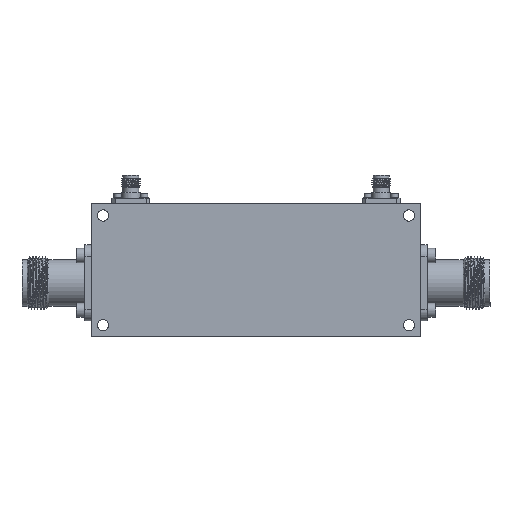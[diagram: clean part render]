
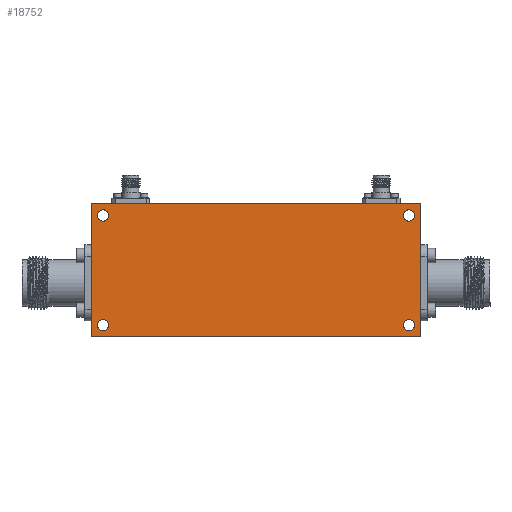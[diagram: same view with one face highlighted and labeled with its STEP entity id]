
A CAD part, front view. The second image highlights one B-rep face of the part: STEP entity #18752.
In plain terms, the highlighted planar face has unit normal (0, -1, 0).
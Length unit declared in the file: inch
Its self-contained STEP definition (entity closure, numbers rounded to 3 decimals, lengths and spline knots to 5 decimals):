
#198 = DIRECTION ( 'NONE',  ( 0., 1., 0. ) ) ;
#420 = EDGE_CURVE ( 'NONE', #2456, #2456, #13578, .T. ) ;
#516 = ORIENTED_EDGE ( 'NONE', *, *, #23580, .F. ) ;
#901 = FACE_BOUND ( 'NONE', #9726, .T. ) ;
#1360 = DIRECTION ( 'NONE',  ( 0., 0., 1. ) ) ;
#2046 = CARTESIAN_POINT ( 'NONE',  ( 2.01, -0.575, 0.72 ) ) ;
#2456 = VERTEX_POINT ( 'NONE', #18516 ) ;
#2687 = AXIS2_PLACEMENT_3D ( 'NONE', #2046, #198, #10071 ) ;
#2734 = CARTESIAN_POINT ( 'NONE',  ( -2.165, -0.575, -0.875 ) ) ;
#2891 = PLANE ( 'NONE',  #3251 ) ;
#2989 = DIRECTION ( 'NONE',  ( -1., 0., 0. ) ) ;
#3214 = VERTEX_POINT ( 'NONE', #24448 ) ;
#3222 = CARTESIAN_POINT ( 'NONE',  ( 2.01, -0.575, 0.795 ) ) ;
#3251 = AXIS2_PLACEMENT_3D ( 'NONE', #21300, #11325, #21044 ) ;
#4133 = VERTEX_POINT ( 'NONE', #15982 ) ;
#4708 = EDGE_LOOP ( 'NONE', ( #17083 ) ) ;
#4715 = ORIENTED_EDGE ( 'NONE', *, *, #19850, .F. ) ;
#5511 = CARTESIAN_POINT ( 'NONE',  ( 2.165, -0.575, 0.875 ) ) ;
#5645 = LINE ( 'NONE', #5511, #15618 ) ;
#6748 = AXIS2_PLACEMENT_3D ( 'NONE', #11466, #19487, #25911 ) ;
#6900 = CIRCLE ( 'NONE', #2687, 0.075 ) ;
#6947 = LINE ( 'NONE', #2734, #19692 ) ;
#7292 = LINE ( 'NONE', #15604, #13537 ) ;
#7673 = VERTEX_POINT ( 'NONE', #3222 ) ;
#8365 = EDGE_LOOP ( 'NONE', ( #8760 ) ) ;
#8590 = EDGE_CURVE ( 'NONE', #18250, #18250, #16442, .T. ) ;
#8760 = ORIENTED_EDGE ( 'NONE', *, *, #8590, .T. ) ;
#9539 = ORIENTED_EDGE ( 'NONE', *, *, #9595, .F. ) ;
#9575 = CARTESIAN_POINT ( 'NONE',  ( -2.01, -0.575, 0.72 ) ) ;
#9595 = EDGE_CURVE ( 'NONE', #3214, #13041, #21095, .T. ) ;
#9726 = EDGE_LOOP ( 'NONE', ( #17926 ) ) ;
#10071 = DIRECTION ( 'NONE',  ( 0., 0., 1. ) ) ;
#11080 = VERTEX_POINT ( 'NONE', #15154 ) ;
#11325 = DIRECTION ( 'NONE',  ( 0., -1., 0. ) ) ;
#11466 = CARTESIAN_POINT ( 'NONE',  ( 2.01, -0.575, -0.72 ) ) ;
#12700 = DIRECTION ( 'NONE',  ( 0., 0., 1. ) ) ;
#13041 = VERTEX_POINT ( 'NONE', #18662 ) ;
#13537 = VECTOR ( 'NONE', #25052, 39.37008 ) ;
#13578 = CIRCLE ( 'NONE', #17797, 0.075 ) ;
#14780 = AXIS2_PLACEMENT_3D ( 'NONE', #24646, #22940, #12700 ) ;
#14868 = FACE_BOUND ( 'NONE', #4708, .T. ) ;
#15071 = EDGE_CURVE ( 'NONE', #7673, #7673, #6900, .T. ) ;
#15076 = EDGE_LOOP ( 'NONE', ( #19501, #516, #9539, #4715 ) ) ;
#15154 = CARTESIAN_POINT ( 'NONE',  ( -2.01, -0.575, -0.645 ) ) ;
#15330 = CARTESIAN_POINT ( 'NONE',  ( -2.165, -0.575, 0.875 ) ) ;
#15604 = CARTESIAN_POINT ( 'NONE',  ( -2.165, -0.575, 0.875 ) ) ;
#15618 = VECTOR ( 'NONE', #25634, 39.37008 ) ;
#15982 = CARTESIAN_POINT ( 'NONE',  ( 2.165, -0.575, 0.875 ) ) ;
#16067 = CIRCLE ( 'NONE', #14780, 0.075 ) ;
#16442 = CIRCLE ( 'NONE', #6748, 0.075 ) ;
#16784 = CARTESIAN_POINT ( 'NONE',  ( 2.01, -0.575, -0.645 ) ) ;
#16816 = EDGE_LOOP ( 'NONE', ( #19397 ) ) ;
#17083 = ORIENTED_EDGE ( 'NONE', *, *, #23415, .T. ) ;
#17402 = FACE_OUTER_BOUND ( 'NONE', #15076, .T. ) ;
#17797 = AXIS2_PLACEMENT_3D ( 'NONE', #9575, #25621, #21547 ) ;
#17926 = ORIENTED_EDGE ( 'NONE', *, *, #420, .T. ) ;
#18250 = VERTEX_POINT ( 'NONE', #16784 ) ;
#18516 = CARTESIAN_POINT ( 'NONE',  ( -2.01, -0.575, 0.795 ) ) ;
#18662 = CARTESIAN_POINT ( 'NONE',  ( -2.165, -0.575, 0.875 ) ) ;
#18705 = VERTEX_POINT ( 'NONE', #22354 ) ;
#18752 = ADVANCED_FACE ( 'NONE', ( #23012, #14868, #17402, #25393, #901 ), #2891, .T. ) ;
#19397 = ORIENTED_EDGE ( 'NONE', *, *, #15071, .T. ) ;
#19487 = DIRECTION ( 'NONE',  ( 0., 1., 0. ) ) ;
#19501 = ORIENTED_EDGE ( 'NONE', *, *, #22581, .F. ) ;
#19692 = VECTOR ( 'NONE', #2989, 39.37008 ) ;
#19850 = EDGE_CURVE ( 'NONE', #18705, #3214, #6947, .T. ) ;
#21044 = DIRECTION ( 'NONE',  ( 0., 0., -1. ) ) ;
#21095 = LINE ( 'NONE', #15330, #24220 ) ;
#21300 = CARTESIAN_POINT ( 'NONE',  ( 0., -0.575, 0. ) ) ;
#21547 = DIRECTION ( 'NONE',  ( 0., 0., 1. ) ) ;
#22354 = CARTESIAN_POINT ( 'NONE',  ( 2.165, -0.575, -0.875 ) ) ;
#22581 = EDGE_CURVE ( 'NONE', #4133, #18705, #5645, .T. ) ;
#22940 = DIRECTION ( 'NONE',  ( 0., 1., 0. ) ) ;
#23012 = FACE_BOUND ( 'NONE', #16816, .T. ) ;
#23415 = EDGE_CURVE ( 'NONE', #11080, #11080, #16067, .T. ) ;
#23580 = EDGE_CURVE ( 'NONE', #13041, #4133, #7292, .T. ) ;
#24220 = VECTOR ( 'NONE', #1360, 39.37008 ) ;
#24448 = CARTESIAN_POINT ( 'NONE',  ( -2.165, -0.575, -0.875 ) ) ;
#24646 = CARTESIAN_POINT ( 'NONE',  ( -2.01, -0.575, -0.72 ) ) ;
#25052 = DIRECTION ( 'NONE',  ( 1., 0., 0. ) ) ;
#25393 = FACE_BOUND ( 'NONE', #8365, .T. ) ;
#25621 = DIRECTION ( 'NONE',  ( 0., 1., 0. ) ) ;
#25634 = DIRECTION ( 'NONE',  ( 0., 0., -1. ) ) ;
#25911 = DIRECTION ( 'NONE',  ( 0., 0., 1. ) ) ;
